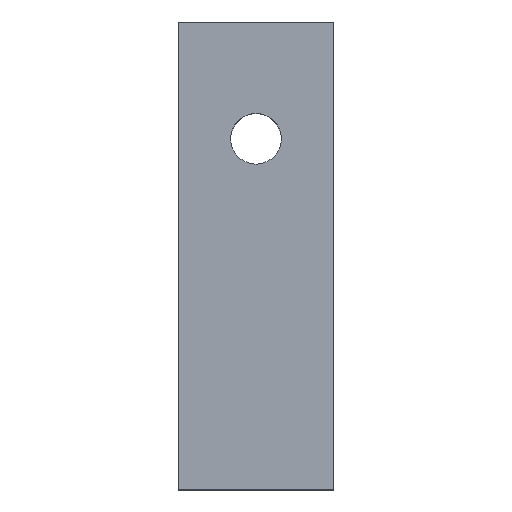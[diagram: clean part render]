
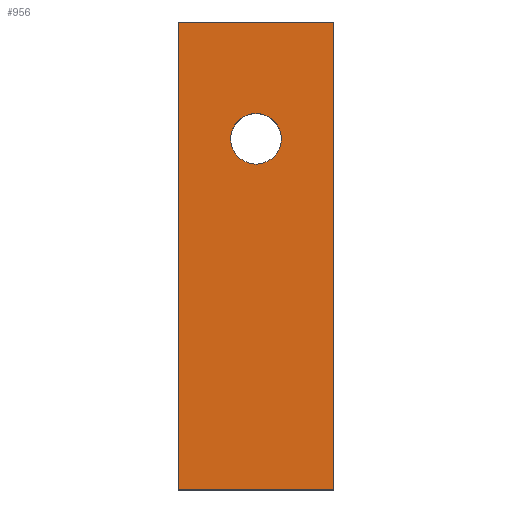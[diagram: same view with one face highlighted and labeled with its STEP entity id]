
A CAD part, top view. The second image highlights one B-rep face of the part: STEP entity #956.
In plain terms, the highlighted planar face has unit normal (0, 0, 1).
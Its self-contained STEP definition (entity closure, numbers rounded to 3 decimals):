
#19 = ORIENTED_EDGE ( 'NONE', *, *, #499, .F. ) ;
#20 = ORIENTED_EDGE ( 'NONE', *, *, #503, .F. ) ;
#21 = ORIENTED_EDGE ( 'NONE', *, *, #609, .F. ) ;
#22 = ORIENTED_EDGE ( 'NONE', *, *, #617, .F. ) ;
#23 = ORIENTED_EDGE ( 'NONE', *, *, #606, .F. ) ;
#24 = ORIENTED_EDGE ( 'NONE', *, *, #621, .F. ) ;
#154 = CARTESIAN_POINT ( 'NONE',  ( 0., 0., 0. ) ) ;
#165 = CARTESIAN_POINT ( 'NONE',  ( 20., 0., 0. ) ) ;
#176 = CARTESIAN_POINT ( 'NONE',  ( 0., 60., 0. ) ) ;
#181 = CARTESIAN_POINT ( 'NONE',  ( 6.75, 45., 0. ) ) ;
#202 = CARTESIAN_POINT ( 'NONE',  ( 20., 60., 0. ) ) ;
#224 = PLANE ( 'NONE',  #642 ) ;
#225 = CARTESIAN_POINT ( 'NONE',  ( 20., 0., 0. ) ) ;
#226 = DIRECTION ( 'NONE',  ( 0., 0., -1. ) ) ;
#227 = DIRECTION ( 'NONE',  ( -1., 0., 0. ) ) ;
#260 = CARTESIAN_POINT ( 'NONE',  ( 13.25, 45., 0. ) ) ;
#434 = CARTESIAN_POINT ( 'NONE',  ( 10., 45., 0. ) ) ;
#435 = DIRECTION ( 'NONE',  ( 0., 0., 1. ) ) ;
#436 = DIRECTION ( 'NONE',  ( -1., 0., 0. ) ) ;
#443 = CARTESIAN_POINT ( 'NONE',  ( 10., 45., 0. ) ) ;
#444 = DIRECTION ( 'NONE',  ( 0., 0., 1. ) ) ;
#445 = DIRECTION ( 'NONE',  ( -1., 0., 0. ) ) ;
#499 = EDGE_CURVE ( 'NONE', #921, #1270, #1338, .T. ) ;
#503 = EDGE_CURVE ( 'NONE', #1270, #921, #1347, .T. ) ;
#549 = AXIS2_PLACEMENT_3D ( 'NONE', #434, #435, #436 ) ;
#550 = AXIS2_PLACEMENT_3D ( 'NONE', #443, #444, #445 ) ;
#606 = EDGE_CURVE ( 'NONE', #916, #942, #1000, .T. ) ;
#609 = EDGE_CURVE ( 'NONE', #905, #894, #1007, .T. ) ;
#617 = EDGE_CURVE ( 'NONE', #942, #905, #1029, .T. ) ;
#621 = EDGE_CURVE ( 'NONE', #894, #916, #1038, .T. ) ;
#642 = AXIS2_PLACEMENT_3D ( 'NONE', #225, #226, #227 ) ;
#754 = EDGE_LOOP ( 'NONE', ( #19, #20 ) ) ;
#757 = EDGE_LOOP ( 'NONE', ( #21, #22, #23, #24 ) ) ;
#894 = VERTEX_POINT ( 'NONE', #154 ) ;
#905 = VERTEX_POINT ( 'NONE', #165 ) ;
#916 = VERTEX_POINT ( 'NONE', #176 ) ;
#921 = VERTEX_POINT ( 'NONE', #181 ) ;
#942 = VERTEX_POINT ( 'NONE', #202 ) ;
#956 = ADVANCED_FACE ( 'NONE', ( #1083, #1085 ), #224, .F. ) ;
#1000 = LINE ( 'NONE', #1188, #1001 ) ;
#1001 = VECTOR ( 'NONE', #1189, 1000. ) ;
#1007 = LINE ( 'NONE', #1194, #1011 ) ;
#1011 = VECTOR ( 'NONE', #1195, 1000. ) ;
#1029 = LINE ( 'NONE', #1210, #1030 ) ;
#1030 = VECTOR ( 'NONE', #1211, 1000. ) ;
#1038 = LINE ( 'NONE', #1218, #1039 ) ;
#1039 = VECTOR ( 'NONE', #1219, 1000. ) ;
#1083 = FACE_BOUND ( 'NONE', #754, .T. ) ;
#1085 = FACE_OUTER_BOUND ( 'NONE', #757, .T. ) ;
#1188 = CARTESIAN_POINT ( 'NONE',  ( 10., 60., 0. ) ) ;
#1189 = DIRECTION ( 'NONE',  ( 1., 0., 0. ) ) ;
#1194 = CARTESIAN_POINT ( 'NONE',  ( 10., 0., 0. ) ) ;
#1195 = DIRECTION ( 'NONE',  ( -1., 0., 0. ) ) ;
#1210 = CARTESIAN_POINT ( 'NONE',  ( 20., 30., 0. ) ) ;
#1211 = DIRECTION ( 'NONE',  ( 0., -1., 0. ) ) ;
#1218 = CARTESIAN_POINT ( 'NONE',  ( 0., 30., 0. ) ) ;
#1219 = DIRECTION ( 'NONE',  ( 0., 1., 0. ) ) ;
#1270 = VERTEX_POINT ( 'NONE', #260 ) ;
#1338 = CIRCLE ( 'NONE', #549, 3.25 ) ;
#1347 = CIRCLE ( 'NONE', #550, 3.25 ) ;
